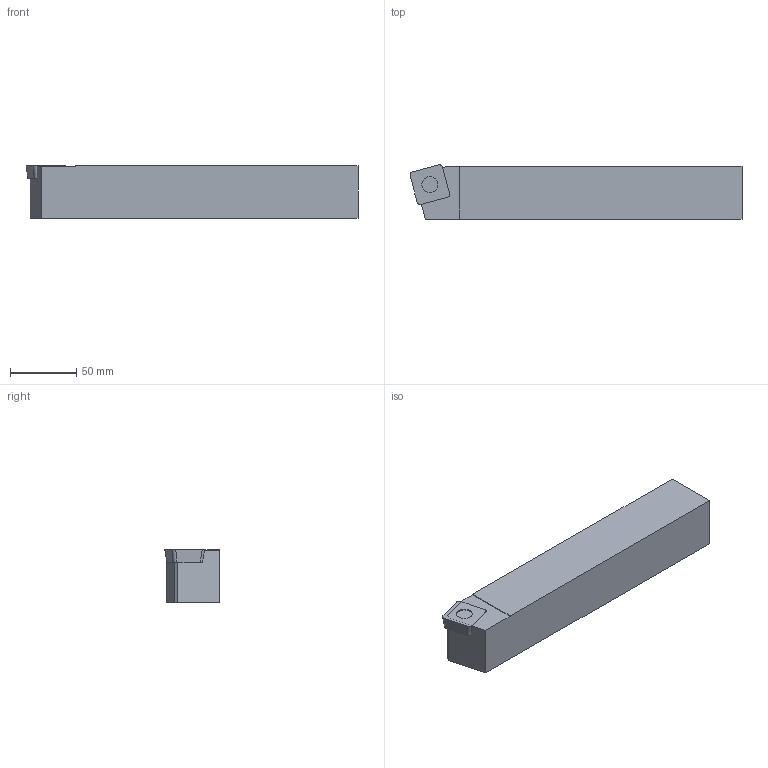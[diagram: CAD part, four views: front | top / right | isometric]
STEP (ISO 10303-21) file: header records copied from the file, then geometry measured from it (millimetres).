
FILE_DESCRIPTION(/* description */ (''),/* implementation_level */ '2;1');
FILE_NAME(/* name */ 'SSBCL4040S25_SIM.stp',/* time_stamp */ '2023-08-31T14:24:16+02:00',/* author */ (''),/* organization */ (''),/* preprocessor_version */ 'ST-DEVELOPER v18.102',/* originating_system */ 'SIEMENS PLM Software NX 2027',/* authorisation */ '');
FILE_SCHEMA (('AUTOMOTIVE_DESIGN { 1 0 10303 214 3 1 1 1 }'));
Length unit declared in the file: millimetre
Products named in the file (1): model1
Bounding box: 251.32 x 41.17 x 40.02 mm (x, y, z)
Volume: 392497.7 mm3; surface area: 44056.7 mm2
Topology: 2 solids, 2 shells, 23 faces, 56 edges, 37 vertices
Faces by surface type: plane 16, cylinder 6, torus 1
Full cylindrical faces by diameter (mm): 8.7 x1, 12 x1
Entity records: 684 total; most frequent: DIRECTION 112, CARTESIAN_POINT 112, ORIENTED_EDGE 104, EDGE_CURVE 52, LINE 40, VECTOR 40, VERTEX_POINT 36, AXIS2_PLACEMENT_3D 36
